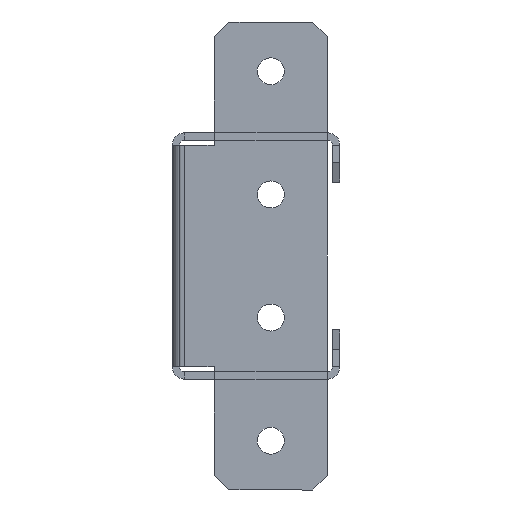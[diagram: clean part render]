
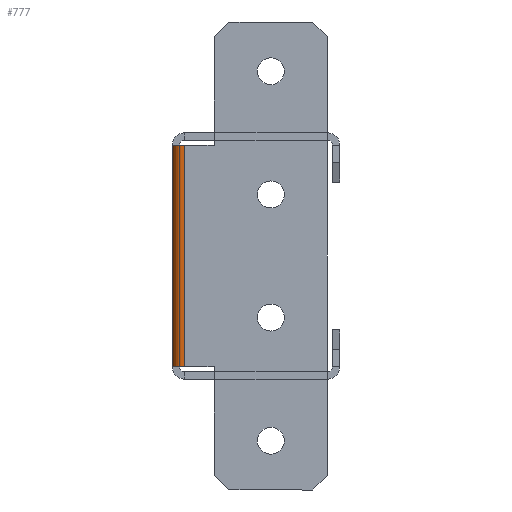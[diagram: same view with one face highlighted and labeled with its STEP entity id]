
A CAD part, left-side view. The second image highlights one B-rep face of the part: STEP entity #777.
In plain terms, the highlighted cylindrical face has radius 2.5 mm (diameter 5 mm), a partial arc.
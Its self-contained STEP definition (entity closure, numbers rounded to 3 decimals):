
#777 = ADVANCED_FACE ( 'NONE', ( #59923 ), #49723, .T. ) ;
#2047 = DIRECTION ( 'NONE',  ( 0., 0., 1. ) ) ;
#2229 = CIRCLE ( 'NONE', #3377, 2.5 ) ;
#3377 = AXIS2_PLACEMENT_3D ( 'NONE', #63160, #46785, #63868 ) ;
#4005 = LINE ( 'NONE', #10157, #56706 ) ;
#5304 = LINE ( 'NONE', #59196, #71044 ) ;
#5489 = CARTESIAN_POINT ( 'NONE',  ( -947., 0., -22.5 ) ) ;
#8441 = VERTEX_POINT ( 'NONE', #62583 ) ;
#10157 = CARTESIAN_POINT ( 'NONE',  ( -947., 0., 22.5 ) ) ;
#11142 = DIRECTION ( 'NONE',  ( 0., 0., -1. ) ) ;
#11854 = ORIENTED_EDGE ( 'NONE', *, *, #55043, .T. ) ;
#13334 = DIRECTION ( 'NONE',  ( 0., 1., 0. ) ) ;
#18335 = VERTEX_POINT ( 'NONE', #64290 ) ;
#20085 = EDGE_LOOP ( 'NONE', ( #65478, #35087, #11854, #27765 ) ) ;
#23873 = CARTESIAN_POINT ( 'NONE',  ( -947., -2.5, 22.5 ) ) ;
#27378 = AXIS2_PLACEMENT_3D ( 'NONE', #66461, #11142, #38081 ) ;
#27765 = ORIENTED_EDGE ( 'NONE', *, *, #39154, .F. ) ;
#28859 = VERTEX_POINT ( 'NONE', #61780 ) ;
#31410 = AXIS2_PLACEMENT_3D ( 'NONE', #23873, #2047, #13334 ) ;
#32354 = DIRECTION ( 'NONE',  ( 0., 0., -1. ) ) ;
#35087 = ORIENTED_EDGE ( 'NONE', *, *, #56561, .F. ) ;
#37233 = EDGE_CURVE ( 'NONE', #18335, #54146, #4005, .T. ) ;
#38081 = DIRECTION ( 'NONE',  ( -1., 0., 0. ) ) ;
#39154 = EDGE_CURVE ( 'NONE', #18335, #28859, #70870, .T. ) ;
#46785 = DIRECTION ( 'NONE',  ( 0., 0., -1. ) ) ;
#49343 = DIRECTION ( 'NONE',  ( 0., 0., 1. ) ) ;
#49723 = CYLINDRICAL_SURFACE ( 'NONE', #27378, 2.5 ) ;
#54146 = VERTEX_POINT ( 'NONE', #5489 ) ;
#55043 = EDGE_CURVE ( 'NONE', #8441, #28859, #5304, .T. ) ;
#56561 = EDGE_CURVE ( 'NONE', #8441, #54146, #2229, .T. ) ;
#56706 = VECTOR ( 'NONE', #32354, 1000. ) ;
#59196 = CARTESIAN_POINT ( 'NONE',  ( -949.5, -2.5, 22.5 ) ) ;
#59923 = FACE_OUTER_BOUND ( 'NONE', #20085, .T. ) ;
#61780 = CARTESIAN_POINT ( 'NONE',  ( -949.5, -2.5, 22.5 ) ) ;
#62583 = CARTESIAN_POINT ( 'NONE',  ( -949.5, -2.5, -22.5 ) ) ;
#63160 = CARTESIAN_POINT ( 'NONE',  ( -947., -2.5, -22.5 ) ) ;
#63868 = DIRECTION ( 'NONE',  ( 0., 1., 0. ) ) ;
#64290 = CARTESIAN_POINT ( 'NONE',  ( -947., 0., 22.5 ) ) ;
#65478 = ORIENTED_EDGE ( 'NONE', *, *, #37233, .T. ) ;
#66461 = CARTESIAN_POINT ( 'NONE',  ( -947., -2.5, -22.5 ) ) ;
#70870 = CIRCLE ( 'NONE', #31410, 2.5 ) ;
#71044 = VECTOR ( 'NONE', #49343, 1000. ) ;
